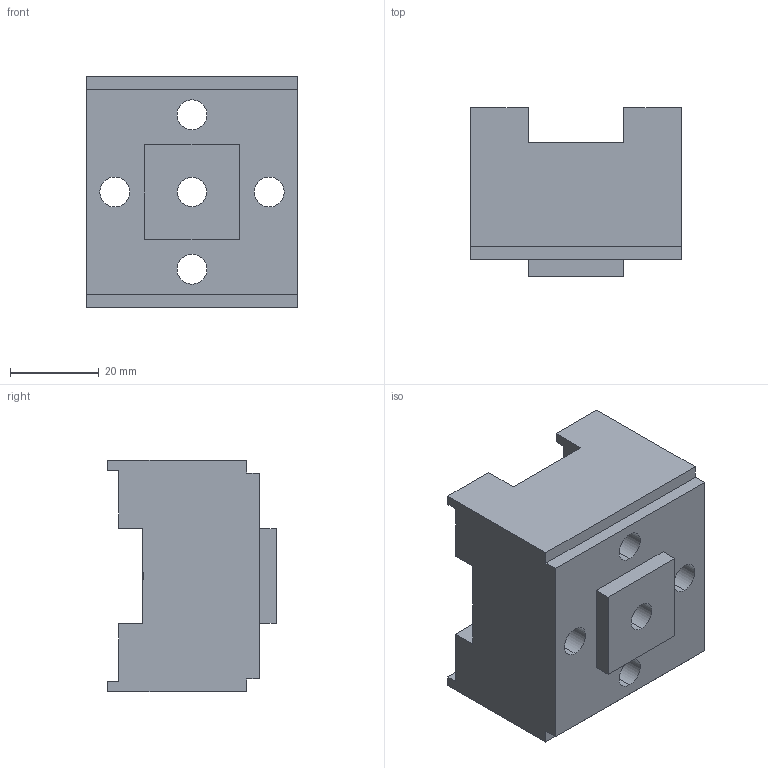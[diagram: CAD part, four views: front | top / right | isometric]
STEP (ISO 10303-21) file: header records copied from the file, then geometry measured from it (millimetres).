
FILE_DESCRIPTION (( 'STEP AP203' ), '1' );
FILE_NAME ('1006-4.STEP', '2010-08-19T14:28:03', ( '' ), ( '' ), 'SwSTEP 2.0', 'SolidWorks 2010', '' );
FILE_SCHEMA (( 'CONFIG_CONTROL_DESIGN' ));
Length unit declared in the file: inch
Products named in the file (1): 1006-4
Bounding box: 47.62 x 38.07 x 52.39 mm (x, y, z)
Volume: 65924.3 mm3; surface area: 14500.2 mm2
Topology: 1 solids, 1 shells, 53 faces, 148 edges, 96 vertices
Faces by surface type: plane 35, cylinder 10, cone 8
Entity records: 1789 total; most frequent: CARTESIAN_POINT 304, ORIENTED_EDGE 296, DIRECTION 284, EDGE_CURVE 148, VECTOR 116, LINE 116, VERTEX_POINT 96, AXIS2_PLACEMENT_3D 84
